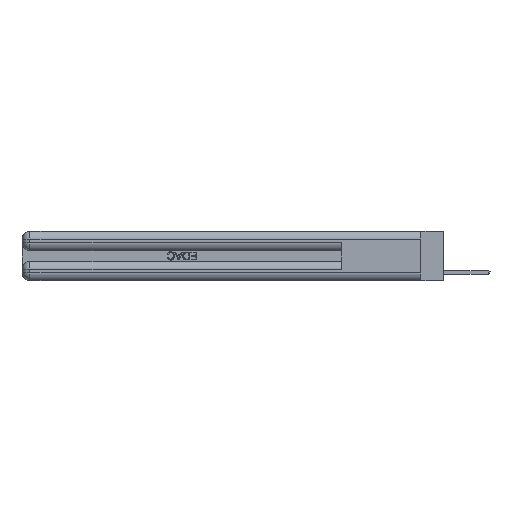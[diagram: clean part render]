
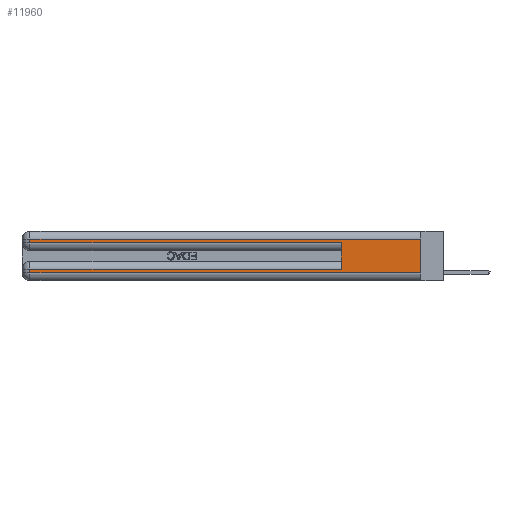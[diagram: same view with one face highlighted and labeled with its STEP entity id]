
A CAD part, left-side view. The second image highlights one B-rep face of the part: STEP entity #11960.
In plain terms, the highlighted planar face has unit normal (-1, 0, 0).
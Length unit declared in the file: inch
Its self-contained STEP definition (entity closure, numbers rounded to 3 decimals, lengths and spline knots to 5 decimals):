
#1183 = EDGE_CURVE ( 'NONE', #11833, #11244, #5603, .T. ) ;
#1191 = DIRECTION ( 'NONE',  ( 1., 0., 0. ) ) ;
#1558 = VECTOR ( 'NONE', #17086, 39.37008 ) ;
#1964 = LINE ( 'NONE', #14373, #12501 ) ;
#2179 = LINE ( 'NONE', #16417, #6958 ) ;
#2452 = CARTESIAN_POINT ( 'NONE',  ( 0., 0.6, 0.085 ) ) ;
#2601 = EDGE_CURVE ( 'NONE', #14856, #25325, #5099, .T. ) ;
#2900 = ORIENTED_EDGE ( 'NONE', *, *, #11640, .T. ) ;
#5099 = LINE ( 'NONE', #12403, #1558 ) ;
#5320 = DIRECTION ( 'NONE',  ( 0., 0., -1. ) ) ;
#5603 = LINE ( 'NONE', #18571, #17792 ) ;
#5677 = DIRECTION ( 'NONE',  ( 0., 0., -1. ) ) ;
#5961 = DIRECTION ( 'NONE',  ( 0., 0., -1. ) ) ;
#6268 = EDGE_LOOP ( 'NONE', ( #13327, #13342, #25224, #7876, #26312, #7856, #2900, #21418 ) ) ;
#6891 = EDGE_CURVE ( 'NONE', #17537, #11171, #9014, .T. ) ;
#6958 = VECTOR ( 'NONE', #26559, 39.37008 ) ;
#7856 = ORIENTED_EDGE ( 'NONE', *, *, #1183, .T. ) ;
#7876 = ORIENTED_EDGE ( 'NONE', *, *, #24784, .T. ) ;
#8010 = CARTESIAN_POINT ( 'NONE',  ( 0., 2.94, 0.31 ) ) ;
#9014 = LINE ( 'NONE', #9040, #11229 ) ;
#9040 = CARTESIAN_POINT ( 'NONE',  ( 0., 0., 0.31 ) ) ;
#9203 = EDGE_CURVE ( 'NONE', #11833, #10624, #23742, .T. ) ;
#10624 = VERTEX_POINT ( 'NONE', #17442 ) ;
#11171 = VERTEX_POINT ( 'NONE', #8010 ) ;
#11229 = VECTOR ( 'NONE', #15857, 39.37008 ) ;
#11244 = VERTEX_POINT ( 'NONE', #20758 ) ;
#11366 = PLANE ( 'NONE',  #13543 ) ;
#11518 = EDGE_CURVE ( 'NONE', #11171, #23942, #17554, .T. ) ;
#11640 = EDGE_CURVE ( 'NONE', #11244, #14856, #2179, .T. ) ;
#11833 = VERTEX_POINT ( 'NONE', #2452 ) ;
#11960 = ADVANCED_FACE ( 'NONE', ( #21698 ), #11366, .F. ) ;
#12403 = CARTESIAN_POINT ( 'NONE',  ( 0., 0., 0.06 ) ) ;
#12501 = VECTOR ( 'NONE', #5961, 39.37008 ) ;
#13151 = DIRECTION ( 'NONE',  ( 0., 0., 1. ) ) ;
#13327 = ORIENTED_EDGE ( 'NONE', *, *, #20066, .F. ) ;
#13342 = ORIENTED_EDGE ( 'NONE', *, *, #6891, .T. ) ;
#13440 = CARTESIAN_POINT ( 'NONE',  ( 0., 0., 0.37 ) ) ;
#13543 = AXIS2_PLACEMENT_3D ( 'NONE', #13440, #1191, #5320 ) ;
#14373 = CARTESIAN_POINT ( 'NONE',  ( 0., 0., 0.37 ) ) ;
#14856 = VERTEX_POINT ( 'NONE', #21738 ) ;
#15857 = DIRECTION ( 'NONE',  ( 0., 1., 0. ) ) ;
#16417 = CARTESIAN_POINT ( 'NONE',  ( 0., 2.94, 0.37 ) ) ;
#16578 = VECTOR ( 'NONE', #5677, 39.37008 ) ;
#17027 = CARTESIAN_POINT ( 'NONE',  ( 0., 0.6, 0.145 ) ) ;
#17086 = DIRECTION ( 'NONE',  ( 0., -1., 0. ) ) ;
#17442 = CARTESIAN_POINT ( 'NONE',  ( 0., 0.6, 0.285 ) ) ;
#17537 = VERTEX_POINT ( 'NONE', #17964 ) ;
#17554 = LINE ( 'NONE', #17965, #16578 ) ;
#17792 = VECTOR ( 'NONE', #22613, 39.37008 ) ;
#17964 = CARTESIAN_POINT ( 'NONE',  ( 0., 0., 0.31 ) ) ;
#17965 = CARTESIAN_POINT ( 'NONE',  ( 0., 2.94, 0.37 ) ) ;
#18571 = CARTESIAN_POINT ( 'NONE',  ( 0., 0., 0.085 ) ) ;
#19166 = VECTOR ( 'NONE', #22188, 39.37008 ) ;
#19588 = VECTOR ( 'NONE', #13151, 39.37008 ) ;
#19623 = CARTESIAN_POINT ( 'NONE',  ( 0., 0., 0.06 ) ) ;
#20066 = EDGE_CURVE ( 'NONE', #17537, #25325, #1964, .T. ) ;
#20758 = CARTESIAN_POINT ( 'NONE',  ( 0., 2.94, 0.085 ) ) ;
#21418 = ORIENTED_EDGE ( 'NONE', *, *, #2601, .T. ) ;
#21698 = FACE_OUTER_BOUND ( 'NONE', #6268, .T. ) ;
#21738 = CARTESIAN_POINT ( 'NONE',  ( 0., 2.94, 0.06 ) ) ;
#22188 = DIRECTION ( 'NONE',  ( 0., -1., 0. ) ) ;
#22271 = CARTESIAN_POINT ( 'NONE',  ( 0., 0., 0.285 ) ) ;
#22613 = DIRECTION ( 'NONE',  ( 0., 1., 0. ) ) ;
#23360 = CARTESIAN_POINT ( 'NONE',  ( 0., 2.94, 0.285 ) ) ;
#23742 = LINE ( 'NONE', #17027, #19588 ) ;
#23942 = VERTEX_POINT ( 'NONE', #23360 ) ;
#24586 = LINE ( 'NONE', #22271, #19166 ) ;
#24784 = EDGE_CURVE ( 'NONE', #23942, #10624, #24586, .T. ) ;
#25224 = ORIENTED_EDGE ( 'NONE', *, *, #11518, .T. ) ;
#25325 = VERTEX_POINT ( 'NONE', #19623 ) ;
#26312 = ORIENTED_EDGE ( 'NONE', *, *, #9203, .F. ) ;
#26559 = DIRECTION ( 'NONE',  ( 0., 0., -1. ) ) ;
